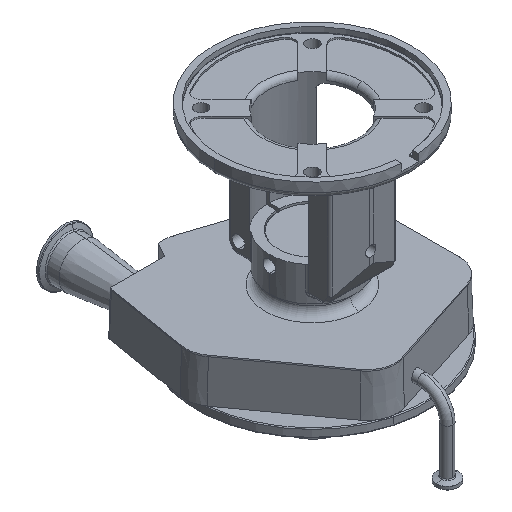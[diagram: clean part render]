
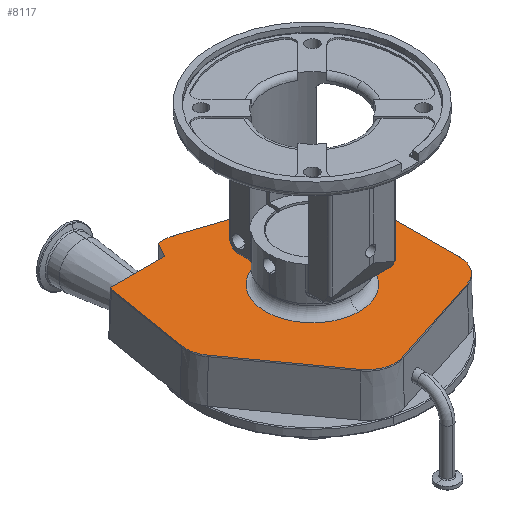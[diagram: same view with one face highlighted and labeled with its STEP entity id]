
A CAD part, isometric view. The second image highlights one B-rep face of the part: STEP entity #8117.
In plain terms, the highlighted planar face has unit normal (0, 0, 1).
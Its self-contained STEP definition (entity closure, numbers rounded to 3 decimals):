
#140 = ORIENTED_EDGE ( 'NONE', *, *, #14420, .F. ) ;
#175 = LINE ( 'NONE', #8043, #13286 ) ;
#236 = AXIS2_PLACEMENT_3D ( 'NONE', #2449, #7028, #10276 ) ;
#237 = LINE ( 'NONE', #14560, #8580 ) ;
#284 = LINE ( 'NONE', #5812, #5804 ) ;
#560 = VERTEX_POINT ( 'NONE', #6327 ) ;
#939 = CARTESIAN_POINT ( 'NONE',  ( -139.035, 8.87, -189. ) ) ;
#1023 = LINE ( 'NONE', #7641, #1290 ) ;
#1067 = AXIS2_PLACEMENT_3D ( 'NONE', #14414, #11090, #12203 ) ;
#1087 = CARTESIAN_POINT ( 'NONE',  ( -30.912, -94.576, -189. ) ) ;
#1186 = ORIENTED_EDGE ( 'NONE', *, *, #3288, .F. ) ;
#1290 = VECTOR ( 'NONE', #12168, 1000. ) ;
#1299 = EDGE_CURVE ( 'NONE', #9058, #6753, #4171, .T. ) ;
#1654 = DIRECTION ( 'NONE',  ( 0., -1., 0. ) ) ;
#1772 = ORIENTED_EDGE ( 'NONE', *, *, #1299, .F. ) ;
#1871 = CARTESIAN_POINT ( 'NONE',  ( 0., 0., -189. ) ) ;
#2020 = EDGE_CURVE ( 'NONE', #3853, #6768, #5512, .T. ) ;
#2207 = CARTESIAN_POINT ( 'NONE',  ( -48.352, 131.711, -189. ) ) ;
#2240 = CIRCLE ( 'NONE', #1067, 33.406 ) ;
#2257 = DIRECTION ( 'NONE',  ( 0., -1., 0. ) ) ;
#2449 = CARTESIAN_POINT ( 'NONE',  ( 80.599, -58.344, -189. ) ) ;
#2482 = CARTESIAN_POINT ( 'NONE',  ( -57.994, -114.136, -189. ) ) ;
#2496 = VERTEX_POINT ( 'NONE', #2207 ) ;
#2619 = CARTESIAN_POINT ( 'NONE',  ( 0., 0., -189. ) ) ;
#2670 = EDGE_CURVE ( 'NONE', #4427, #9058, #4190, .T. ) ;
#2771 = VERTEX_POINT ( 'NONE', #3519 ) ;
#3046 = CARTESIAN_POINT ( 'NONE',  ( -138.584, 14.338, -189. ) ) ;
#3122 = VECTOR ( 'NONE', #7798, 1000. ) ;
#3151 = EDGE_CURVE ( 'NONE', #6753, #2771, #175, .T. ) ;
#3157 = CARTESIAN_POINT ( 'NONE',  ( -105.628, 8.87, -189. ) ) ;
#3288 = EDGE_CURVE ( 'NONE', #560, #5674, #10939, .T. ) ;
#3324 = CARTESIAN_POINT ( 'NONE',  ( -132.709, -10.69, -189. ) ) ;
#3381 = CIRCLE ( 'NONE', #12786, 33.406 ) ;
#3519 = CARTESIAN_POINT ( 'NONE',  ( 114.005, -58.286, -189. ) ) ;
#3781 = EDGE_CURVE ( 'NONE', #2496, #10363, #1023, .T. ) ;
#3795 = ORIENTED_EDGE ( 'NONE', *, *, #6773, .T. ) ;
#3853 = VERTEX_POINT ( 'NONE', #8007 ) ;
#3915 = CARTESIAN_POINT ( 'NONE',  ( 125.679, 78.915, -189. ) ) ;
#3920 = FACE_OUTER_BOUND ( 'NONE', #8657, .T. ) ;
#4039 = DIRECTION ( 'NONE',  ( 0.95, -0.312, 0. ) ) ;
#4084 = DIRECTION ( 'NONE',  ( 0., -1., 0. ) ) ;
#4171 = CIRCLE ( 'NONE', #10526, 33.406 ) ;
#4190 = LINE ( 'NONE', #3915, #9782 ) ;
#4343 = CIRCLE ( 'NONE', #6227, 33.406 ) ;
#4427 = VERTEX_POINT ( 'NONE', #10851 ) ;
#4436 = DIRECTION ( 'NONE',  ( 0.164, 0.987, 0. ) ) ;
#4476 = EDGE_CURVE ( 'NONE', #9997, #560, #237, .T. ) ;
#4661 = CIRCLE ( 'NONE', #8406, 55. ) ;
#4958 = CARTESIAN_POINT ( 'NONE',  ( 80.395, 58.625, -189. ) ) ;
#5007 = CARTESIAN_POINT ( 'NONE',  ( -121.194, 115., -189. ) ) ;
#5018 = ORIENTED_EDGE ( 'NONE', *, *, #9483, .F. ) ;
#5353 = ORIENTED_EDGE ( 'NONE', *, *, #10620, .F. ) ;
#5368 = AXIS2_PLACEMENT_3D ( 'NONE', #8246, #12759, #9506 ) ;
#5512 = CIRCLE ( 'NONE', #8337, 33.406 ) ;
#5674 = VERTEX_POINT ( 'NONE', #5007 ) ;
#5752 = VERTEX_POINT ( 'NONE', #939 ) ;
#5789 = EDGE_CURVE ( 'NONE', #9482, #5752, #4343, .T. ) ;
#5804 = VECTOR ( 'NONE', #9262, 1000. ) ;
#5812 = CARTESIAN_POINT ( 'NONE',  ( 0., 115., -189. ) ) ;
#6036 = ORIENTED_EDGE ( 'NONE', *, *, #2020, .F. ) ;
#6107 = CIRCLE ( 'NONE', #236, 33.406 ) ;
#6204 = DIRECTION ( 'NONE',  ( 0., -1., 0. ) ) ;
#6227 = AXIS2_PLACEMENT_3D ( 'NONE', #3157, #12236, #12161 ) ;
#6295 = DIRECTION ( 'NONE',  ( 0., 0., 1. ) ) ;
#6316 = EDGE_CURVE ( 'NONE', #5752, #9997, #2240, .T. ) ;
#6327 = CARTESIAN_POINT ( 'NONE',  ( -122.265, 112.692, -189. ) ) ;
#6612 = LINE ( 'NONE', #7563, #7052 ) ;
#6753 = VERTEX_POINT ( 'NONE', #12384 ) ;
#6768 = VERTEX_POINT ( 'NONE', #2482 ) ;
#6773 = EDGE_CURVE ( 'NONE', #10363, #5674, #284, .T. ) ;
#7028 = DIRECTION ( 'NONE',  ( 0., 0., -1. ) ) ;
#7052 = VECTOR ( 'NONE', #11054, 1000. ) ;
#7463 = EDGE_CURVE ( 'NONE', #9828, #10125, #4661, .T. ) ;
#7563 = CARTESIAN_POINT ( 'NONE',  ( 90.922, -90.115, -189. ) ) ;
#7641 = CARTESIAN_POINT ( 'NONE',  ( -17.519, 185.115, -189. ) ) ;
#7690 = ORIENTED_EDGE ( 'NONE', *, *, #2670, .F. ) ;
#7798 = DIRECTION ( 'NONE',  ( -0.586, 0.811, 0. ) ) ;
#7847 = DIRECTION ( 'NONE',  ( 0., 0., -1. ) ) ;
#7906 = ORIENTED_EDGE ( 'NONE', *, *, #5789, .F. ) ;
#8007 = CARTESIAN_POINT ( 'NONE',  ( -20.589, -126.348, -189. ) ) ;
#8018 = ORIENTED_EDGE ( 'NONE', *, *, #12506, .F. ) ;
#8043 = CARTESIAN_POINT ( 'NONE',  ( 114.005, -58.286, -189. ) ) ;
#8102 = FACE_BOUND ( 'NONE', #9439, .T. ) ;
#8117 = ADVANCED_FACE ( 'NONE', ( #8102, #3920 ), #12619, .T. ) ;
#8246 = CARTESIAN_POINT ( 'NONE',  ( 0., 175., -189. ) ) ;
#8269 = VERTEX_POINT ( 'NONE', #9735 ) ;
#8277 = DIRECTION ( 'NONE',  ( 0., 0., -1. ) ) ;
#8337 = AXIS2_PLACEMENT_3D ( 'NONE', #1087, #7847, #2257 ) ;
#8406 = AXIS2_PLACEMENT_3D ( 'NONE', #1871, #6295, #4084 ) ;
#8563 = AXIS2_PLACEMENT_3D ( 'NONE', #10627, #13902, #14049 ) ;
#8580 = VECTOR ( 'NONE', #4436, 1000. ) ;
#8657 = EDGE_LOOP ( 'NONE', ( #8018, #12274, #3795, #1186, #13437, #12217, #7906, #5018, #6036, #5353, #140, #14351, #1772, #7690 ) ) ;
#8722 = CARTESIAN_POINT ( 'NONE',  ( 90.819, 90.363, -189. ) ) ;
#9009 = DIRECTION ( 'NONE',  ( 0.002, -1., 0. ) ) ;
#9058 = VERTEX_POINT ( 'NONE', #8722 ) ;
#9262 = DIRECTION ( 'NONE',  ( -1., 0., 0. ) ) ;
#9439 = EDGE_LOOP ( 'NONE', ( #13890, #13671 ) ) ;
#9452 = DIRECTION ( 'NONE',  ( 0., 0., -1. ) ) ;
#9482 = VERTEX_POINT ( 'NONE', #3324 ) ;
#9483 = EDGE_CURVE ( 'NONE', #6768, #9482, #12324, .T. ) ;
#9506 = DIRECTION ( 'NONE',  ( 0., -1., 0. ) ) ;
#9735 = CARTESIAN_POINT ( 'NONE',  ( 90.922, -90.115, -189. ) ) ;
#9782 = VECTOR ( 'NONE', #4039, 1000. ) ;
#9828 = VERTEX_POINT ( 'NONE', #11277 ) ;
#9997 = VERTEX_POINT ( 'NONE', #3046 ) ;
#10125 = VERTEX_POINT ( 'NONE', #11465 ) ;
#10276 = DIRECTION ( 'NONE',  ( 0., -1., 0. ) ) ;
#10363 = VERTEX_POINT ( 'NONE', #10921 ) ;
#10526 = AXIS2_PLACEMENT_3D ( 'NONE', #4958, #9452, #6204 ) ;
#10620 = EDGE_CURVE ( 'NONE', #8269, #3853, #6612, .T. ) ;
#10627 = CARTESIAN_POINT ( 'NONE',  ( -117.56, 111.911, -189. ) ) ;
#10851 = CARTESIAN_POINT ( 'NONE',  ( -31.752, 130.619, -189. ) ) ;
#10921 = CARTESIAN_POINT ( 'NONE',  ( -58., 115., -189. ) ) ;
#10939 = CIRCLE ( 'NONE', #8563, 4.77 ) ;
#11054 = DIRECTION ( 'NONE',  ( -0.951, -0.309, 0. ) ) ;
#11090 = DIRECTION ( 'NONE',  ( 0., 0., -1. ) ) ;
#11277 = CARTESIAN_POINT ( 'NONE',  ( 0., 55., -189. ) ) ;
#11447 = CARTESIAN_POINT ( 'NONE',  ( -36.962, -143.255, -189. ) ) ;
#11465 = CARTESIAN_POINT ( 'NONE',  ( 0., -55., -189. ) ) ;
#12065 = AXIS2_PLACEMENT_3D ( 'NONE', #2619, #13933, #12810 ) ;
#12095 = EDGE_CURVE ( 'NONE', #10125, #9828, #13489, .T. ) ;
#12161 = DIRECTION ( 'NONE',  ( 0., -1., 0. ) ) ;
#12168 = DIRECTION ( 'NONE',  ( -0.5, -0.866, 0. ) ) ;
#12203 = DIRECTION ( 'NONE',  ( 0., -1., 0. ) ) ;
#12217 = ORIENTED_EDGE ( 'NONE', *, *, #6316, .F. ) ;
#12236 = DIRECTION ( 'NONE',  ( 0., 0., -1. ) ) ;
#12274 = ORIENTED_EDGE ( 'NONE', *, *, #3781, .T. ) ;
#12324 = LINE ( 'NONE', #11447, #3122 ) ;
#12384 = CARTESIAN_POINT ( 'NONE',  ( 113.801, 58.683, -189. ) ) ;
#12506 = EDGE_CURVE ( 'NONE', #2496, #4427, #3381, .T. ) ;
#12619 = PLANE ( 'NONE',  #5368 ) ;
#12759 = DIRECTION ( 'NONE',  ( 0., 0., 1. ) ) ;
#12786 = AXIS2_PLACEMENT_3D ( 'NONE', #12870, #8277, #1654 ) ;
#12810 = DIRECTION ( 'NONE',  ( 0., -1., 0. ) ) ;
#12870 = CARTESIAN_POINT ( 'NONE',  ( -42.176, 98.881, -189. ) ) ;
#13286 = VECTOR ( 'NONE', #9009, 1000. ) ;
#13437 = ORIENTED_EDGE ( 'NONE', *, *, #4476, .F. ) ;
#13489 = CIRCLE ( 'NONE', #12065, 55. ) ;
#13671 = ORIENTED_EDGE ( 'NONE', *, *, #7463, .F. ) ;
#13890 = ORIENTED_EDGE ( 'NONE', *, *, #12095, .F. ) ;
#13902 = DIRECTION ( 'NONE',  ( 0., 0., -1. ) ) ;
#13933 = DIRECTION ( 'NONE',  ( 0., 0., 1. ) ) ;
#14049 = DIRECTION ( 'NONE',  ( 0., -1., 0. ) ) ;
#14351 = ORIENTED_EDGE ( 'NONE', *, *, #3151, .F. ) ;
#14414 = CARTESIAN_POINT ( 'NONE',  ( -105.628, 8.87, -189. ) ) ;
#14420 = EDGE_CURVE ( 'NONE', #2771, #8269, #6107, .T. ) ;
#14560 = CARTESIAN_POINT ( 'NONE',  ( -144.448, -21.005, -189. ) ) ;
